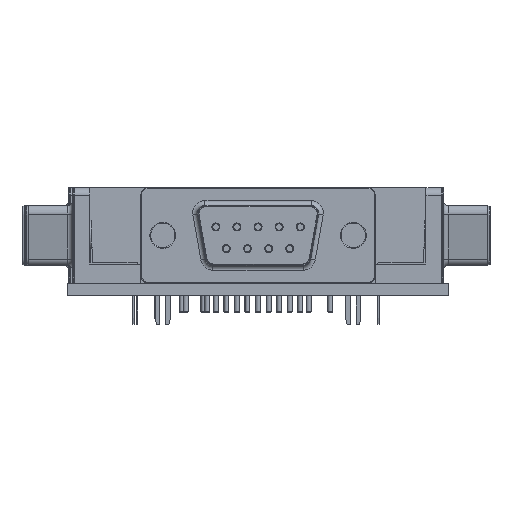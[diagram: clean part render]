
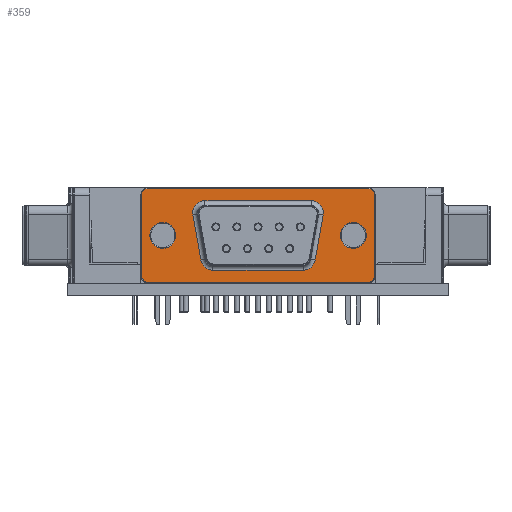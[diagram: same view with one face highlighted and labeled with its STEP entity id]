
A CAD part, left-side view. The second image highlights one B-rep face of the part: STEP entity #359.
In plain terms, the highlighted face is planar.
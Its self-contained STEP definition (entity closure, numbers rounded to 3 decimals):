
#159 = EDGE_CURVE('',#160,#162,#164,.T.);
#160 = VERTEX_POINT('',#161);
#161 = CARTESIAN_POINT('',(-14.075,-17.7,8.924));
#162 = VERTEX_POINT('',#163);
#163 = CARTESIAN_POINT('',(-12.499,-17.7,10.8));
#164 = CIRCLE('',#165,1.6);
#165 = AXIS2_PLACEMENT_3D('',#166,#167,#168);
#166 = CARTESIAN_POINT('',(-12.499,-17.7,9.2));
#167 = DIRECTION('',(0.,1.,0.));
#168 = DIRECTION('',(-0.985,0.,-0.173
    ));
#257 = EDGE_CURVE('',#162,#258,#260,.T.);
#258 = VERTEX_POINT('',#259);
#259 = CARTESIAN_POINT('',(1.419,-17.7,10.8));
#260 = LINE('',#261,#262);
#261 = CARTESIAN_POINT('',(-12.499,-17.7,10.8));
#262 = VECTOR('',#263,1.);
#263 = DIRECTION('',(1.,0.,0.));
#339 = VERTEX_POINT('',#340);
#340 = CARTESIAN_POINT('',(-13.041,-17.7,3.024));
#347 = EDGE_CURVE('',#339,#160,#348,.T.);
#348 = LINE('',#349,#350);
#349 = CARTESIAN_POINT('',(-13.041,-17.7,3.024));
#350 = VECTOR('',#351,1.);
#351 = DIRECTION('',(-0.173,0.,0.985)
  );
#359 = ADVANCED_FACE('',(#360,#406,#476,#487),#498,.T.);
#360 = FACE_BOUND('',#361,.T.);
#361 = EDGE_LOOP('',(#362,#372,#381,#389,#396,#397,#398,#399));
#362 = ORIENTED_EDGE('',*,*,#363,.T.);
#363 = EDGE_CURVE('',#364,#366,#368,.T.);
#364 = VERTEX_POINT('',#365);
#365 = CARTESIAN_POINT('',(2.995,-17.7,8.924));
#366 = VERTEX_POINT('',#367);
#367 = CARTESIAN_POINT('',(1.961,-17.7,3.024));
#368 = LINE('',#369,#370);
#369 = CARTESIAN_POINT('',(2.995,-17.7,8.924));
#370 = VECTOR('',#371,1.);
#371 = DIRECTION('',(-0.173,0.,-0.985
    ));
#372 = ORIENTED_EDGE('',*,*,#373,.T.);
#373 = EDGE_CURVE('',#366,#374,#376,.T.);
#374 = VERTEX_POINT('',#375);
#375 = CARTESIAN_POINT('',(0.385,-17.7,1.7));
#376 = CIRCLE('',#377,1.6);
#377 = AXIS2_PLACEMENT_3D('',#378,#379,#380);
#378 = CARTESIAN_POINT('',(0.385,-17.7,3.3));
#379 = DIRECTION('',(0.,1.,0.));
#380 = DIRECTION('',(0.985,0.,-0.173)
  );
#381 = ORIENTED_EDGE('',*,*,#382,.T.);
#382 = EDGE_CURVE('',#374,#383,#385,.T.);
#383 = VERTEX_POINT('',#384);
#384 = CARTESIAN_POINT('',(-11.465,-17.7,1.7));
#385 = LINE('',#386,#387);
#386 = CARTESIAN_POINT('',(0.385,-17.7,1.7));
#387 = VECTOR('',#388,1.);
#388 = DIRECTION('',(-1.,0.,0.));
#389 = ORIENTED_EDGE('',*,*,#390,.T.);
#390 = EDGE_CURVE('',#383,#339,#391,.T.);
#391 = CIRCLE('',#392,1.6);
#392 = AXIS2_PLACEMENT_3D('',#393,#394,#395);
#393 = CARTESIAN_POINT('',(-11.465,-17.7,3.3));
#394 = DIRECTION('',(0.,1.,0.));
#395 = DIRECTION('',(0.,0.,-1.));
#396 = ORIENTED_EDGE('',*,*,#347,.T.);
#397 = ORIENTED_EDGE('',*,*,#159,.T.);
#398 = ORIENTED_EDGE('',*,*,#257,.T.);
#399 = ORIENTED_EDGE('',*,*,#400,.T.);
#400 = EDGE_CURVE('',#258,#364,#401,.T.);
#401 = CIRCLE('',#402,1.6);
#402 = AXIS2_PLACEMENT_3D('',#403,#404,#405);
#403 = CARTESIAN_POINT('',(1.419,-17.7,9.2));
#404 = DIRECTION('',(0.,1.,0.));
#405 = DIRECTION('',(0.,0.,1.));
#406 = FACE_BOUND('',#407,.T.);
#407 = EDGE_LOOP('',(#408,#418,#427,#435,#444,#452,#461,#469));
#408 = ORIENTED_EDGE('',*,*,#409,.T.);
#409 = EDGE_CURVE('',#410,#412,#414,.T.);
#410 = VERTEX_POINT('',#411);
#411 = CARTESIAN_POINT('',(9.76,-17.7,1.));
#412 = VERTEX_POINT('',#413);
#413 = CARTESIAN_POINT('',(9.76,-17.7,11.5));
#414 = LINE('',#415,#416);
#415 = CARTESIAN_POINT('',(9.76,-17.7,1.));
#416 = VECTOR('',#417,1.);
#417 = DIRECTION('',(0.,0.,1.));
#418 = ORIENTED_EDGE('',*,*,#419,.T.);
#419 = EDGE_CURVE('',#412,#420,#422,.T.);
#420 = VERTEX_POINT('',#421);
#421 = CARTESIAN_POINT('',(8.86,-17.7,12.4));
#422 = CIRCLE('',#423,0.9);
#423 = AXIS2_PLACEMENT_3D('',#424,#425,#426);
#424 = CARTESIAN_POINT('',(8.86,-17.7,11.5));
#425 = DIRECTION('',(0.,-1.,0.));
#426 = DIRECTION('',(1.,0.,0.));
#427 = ORIENTED_EDGE('',*,*,#428,.T.);
#428 = EDGE_CURVE('',#420,#429,#431,.T.);
#429 = VERTEX_POINT('',#430);
#430 = CARTESIAN_POINT('',(-19.94,-17.7,12.4));
#431 = LINE('',#432,#433);
#432 = CARTESIAN_POINT('',(8.86,-17.7,12.4));
#433 = VECTOR('',#434,1.);
#434 = DIRECTION('',(-1.,0.,0.));
#435 = ORIENTED_EDGE('',*,*,#436,.T.);
#436 = EDGE_CURVE('',#429,#437,#439,.T.);
#437 = VERTEX_POINT('',#438);
#438 = CARTESIAN_POINT('',(-20.84,-17.7,11.5));
#439 = CIRCLE('',#440,0.9);
#440 = AXIS2_PLACEMENT_3D('',#441,#442,#443);
#441 = CARTESIAN_POINT('',(-19.94,-17.7,11.5));
#442 = DIRECTION('',(0.,-1.,0.));
#443 = DIRECTION('',(0.,0.,1.));
#444 = ORIENTED_EDGE('',*,*,#445,.T.);
#445 = EDGE_CURVE('',#437,#446,#448,.T.);
#446 = VERTEX_POINT('',#447);
#447 = CARTESIAN_POINT('',(-20.84,-17.7,1.));
#448 = LINE('',#449,#450);
#449 = CARTESIAN_POINT('',(-20.84,-17.7,11.5));
#450 = VECTOR('',#451,1.);
#451 = DIRECTION('',(0.,0.,-1.));
#452 = ORIENTED_EDGE('',*,*,#453,.T.);
#453 = EDGE_CURVE('',#446,#454,#456,.T.);
#454 = VERTEX_POINT('',#455);
#455 = CARTESIAN_POINT('',(-19.94,-17.7,0.1));
#456 = CIRCLE('',#457,0.9);
#457 = AXIS2_PLACEMENT_3D('',#458,#459,#460);
#458 = CARTESIAN_POINT('',(-19.94,-17.7,1.));
#459 = DIRECTION('',(0.,-1.,0.));
#460 = DIRECTION('',(-1.,0.,0.));
#461 = ORIENTED_EDGE('',*,*,#462,.T.);
#462 = EDGE_CURVE('',#454,#463,#465,.T.);
#463 = VERTEX_POINT('',#464);
#464 = CARTESIAN_POINT('',(8.86,-17.7,0.1));
#465 = LINE('',#466,#467);
#466 = CARTESIAN_POINT('',(-19.94,-17.7,0.1));
#467 = VECTOR('',#468,1.);
#468 = DIRECTION('',(1.,0.,0.));
#469 = ORIENTED_EDGE('',*,*,#470,.T.);
#470 = EDGE_CURVE('',#463,#410,#471,.T.);
#471 = CIRCLE('',#472,0.9);
#472 = AXIS2_PLACEMENT_3D('',#473,#474,#475);
#473 = CARTESIAN_POINT('',(8.86,-17.7,1.));
#474 = DIRECTION('',(0.,-1.,0.));
#475 = DIRECTION('',(0.,0.,-1.));
#476 = FACE_BOUND('',#477,.T.);
#477 = EDGE_LOOP('',(#478));
#478 = ORIENTED_EDGE('',*,*,#479,.F.);
#479 = EDGE_CURVE('',#480,#480,#482,.T.);
#480 = VERTEX_POINT('',#481);
#481 = CARTESIAN_POINT('',(-16.34,-17.7,6.25));
#482 = CIRCLE('',#483,1.7);
#483 = AXIS2_PLACEMENT_3D('',#484,#485,#486);
#484 = CARTESIAN_POINT('',(-18.04,-17.7,6.25));
#485 = DIRECTION('',(0.,-1.,0.));
#486 = DIRECTION('',(1.,0.,0.));
#487 = FACE_BOUND('',#488,.T.);
#488 = EDGE_LOOP('',(#489));
#489 = ORIENTED_EDGE('',*,*,#490,.F.);
#490 = EDGE_CURVE('',#491,#491,#493,.T.);
#491 = VERTEX_POINT('',#492);
#492 = CARTESIAN_POINT('',(8.66,-17.7,6.25));
#493 = CIRCLE('',#494,1.7);
#494 = AXIS2_PLACEMENT_3D('',#495,#496,#497);
#495 = CARTESIAN_POINT('',(6.96,-17.7,6.25));
#496 = DIRECTION('',(0.,-1.,0.));
#497 = DIRECTION('',(1.,0.,0.));
#498 = PLANE('',#499);
#499 = AXIS2_PLACEMENT_3D('',#500,#501,#502);
#500 = CARTESIAN_POINT('',(-5.54,-17.7,6.25));
#501 = DIRECTION('',(0.,-1.,0.));
#502 = DIRECTION('',(1.,0.,0.));
